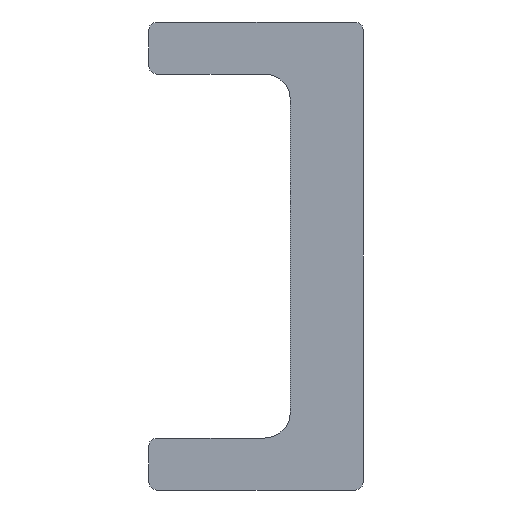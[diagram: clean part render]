
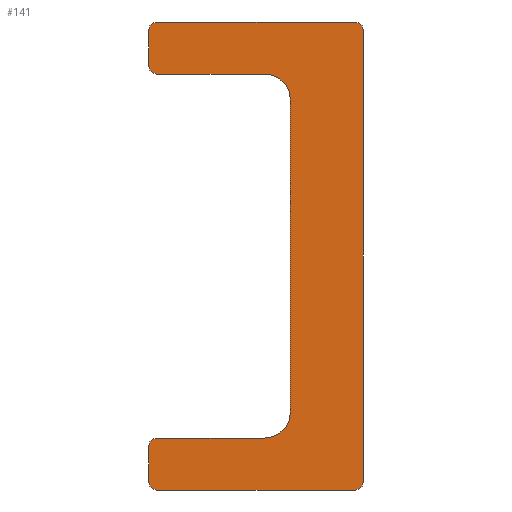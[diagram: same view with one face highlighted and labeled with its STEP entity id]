
A CAD part, front view. The second image highlights one B-rep face of the part: STEP entity #141.
In plain terms, the highlighted planar face has unit normal (0, -1, 0).
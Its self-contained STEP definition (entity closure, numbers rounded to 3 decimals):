
#141 = ADVANCED_FACE( '', ( #338 ), #339, .F. );
#338 = FACE_OUTER_BOUND( '', #553, .T. );
#339 = PLANE( '', #554 );
#553 = EDGE_LOOP( '', ( #858, #859, #860, #861, #862, #863, #864, #865, #866, #867, #868, #869, #870, #871, #872, #873 ) );
#554 = AXIS2_PLACEMENT_3D( '', #874, #875, #876 );
#858 = ORIENTED_EDGE( '', *, *, #1039, .F. );
#859 = ORIENTED_EDGE( '', *, *, #1104, .T. );
#860 = ORIENTED_EDGE( '', *, *, #1068, .F. );
#861 = ORIENTED_EDGE( '', *, *, #1113, .T. );
#862 = ORIENTED_EDGE( '', *, *, #1047, .F. );
#863 = ORIENTED_EDGE( '', *, *, #1063, .T. );
#864 = ORIENTED_EDGE( '', *, *, #1114, .F. );
#865 = ORIENTED_EDGE( '', *, *, #1115, .T. );
#866 = ORIENTED_EDGE( '', *, *, #1099, .F. );
#867 = ORIENTED_EDGE( '', *, *, #1014, .T. );
#868 = ORIENTED_EDGE( '', *, *, #1054, .F. );
#869 = ORIENTED_EDGE( '', *, *, #1075, .T. );
#870 = ORIENTED_EDGE( '', *, *, #1116, .F. );
#871 = ORIENTED_EDGE( '', *, *, #1117, .T. );
#872 = ORIENTED_EDGE( '', *, *, #1118, .F. );
#873 = ORIENTED_EDGE( '', *, *, #1110, .T. );
#874 = CARTESIAN_POINT( '', ( -4.125, 0., 9. ) );
#875 = DIRECTION( '', ( 0., 1., 0. ) );
#876 = DIRECTION( '', ( 0., 0., 1. ) );
#1014 = EDGE_CURVE( '', #1164, #1162, #1165, .T. );
#1039 = EDGE_CURVE( '', #1207, #1209, #1210, .T. );
#1047 = EDGE_CURVE( '', #1221, #1223, #1224, .T. );
#1054 = EDGE_CURVE( '', #1233, #1162, #1234, .T. );
#1063 = EDGE_CURVE( '', #1221, #1246, #1248, .F. );
#1068 = EDGE_CURVE( '', #1255, #1256, #1257, .T. );
#1075 = EDGE_CURVE( '', #1233, #1266, #1268, .F. );
#1099 = EDGE_CURVE( '', #1164, #1306, #1307, .T. );
#1104 = EDGE_CURVE( '', #1207, #1256, #1312, .F. );
#1110 = EDGE_CURVE( '', #1319, #1209, #1320, .F. );
#1113 = EDGE_CURVE( '', #1255, #1223, #1323, .F. );
#1114 = EDGE_CURVE( '', #1324, #1246, #1325, .T. );
#1115 = EDGE_CURVE( '', #1324, #1306, #1326, .T. );
#1116 = EDGE_CURVE( '', #1327, #1266, #1328, .T. );
#1117 = EDGE_CURVE( '', #1327, #1329, #1330, .F. );
#1118 = EDGE_CURVE( '', #1319, #1329, #1331, .T. );
#1162 = VERTEX_POINT( '', #1381 );
#1164 = VERTEX_POINT( '', #1384 );
#1165 = CIRCLE( '', #1385, 1. );
#1207 = VERTEX_POINT( '', #1429 );
#1209 = VERTEX_POINT( '', #1432 );
#1210 = LINE( '', #1433, #1434 );
#1221 = VERTEX_POINT( '', #1447 );
#1223 = VERTEX_POINT( '', #1450 );
#1224 = LINE( '', #1451, #1452 );
#1233 = VERTEX_POINT( '', #1462 );
#1234 = LINE( '', #1463, #1464 );
#1246 = VERTEX_POINT( '', #1478 );
#1248 = CIRCLE( '', #1481, 0.3 );
#1255 = VERTEX_POINT( '', #1488 );
#1256 = VERTEX_POINT( '', #1489 );
#1257 = LINE( '', #1490, #1491 );
#1266 = VERTEX_POINT( '', #1503 );
#1268 = CIRCLE( '', #1506, 0.3 );
#1306 = VERTEX_POINT( '', #1545 );
#1307 = LINE( '', #1546, #1547 );
#1312 = CIRCLE( '', #1553, 0.3 );
#1319 = VERTEX_POINT( '', #1560 );
#1320 = CIRCLE( '', #1561, 0.3 );
#1323 = CIRCLE( '', #1565, 0.3 );
#1324 = VERTEX_POINT( '', #1566 );
#1325 = LINE( '', #1567, #1568 );
#1326 = CIRCLE( '', #1569, 1. );
#1327 = VERTEX_POINT( '', #1570 );
#1328 = LINE( '', #1571, #1572 );
#1329 = VERTEX_POINT( '', #1573 );
#1330 = CIRCLE( '', #1574, 0.3 );
#1331 = LINE( '', #1575, #1576 );
#1381 = CARTESIAN_POINT( '', ( 0.325, 0., -7. ) );
#1384 = CARTESIAN_POINT( '', ( 1.325, 0., -6. ) );
#1385 = AXIS2_PLACEMENT_3D( '', #1634, #1635, #1636 );
#1429 = CARTESIAN_POINT( '', ( 4.125, 0., 8.7 ) );
#1432 = CARTESIAN_POINT( '', ( 4.125, 0., -8.7 ) );
#1433 = CARTESIAN_POINT( '', ( 4.125, 0., 9. ) );
#1434 = VECTOR( '', #1688, 1000. );
#1447 = CARTESIAN_POINT( '', ( -4.125, 0., 7.3 ) );
#1450 = CARTESIAN_POINT( '', ( -4.125, 0., 8.7 ) );
#1451 = CARTESIAN_POINT( '', ( -4.125, 0., -9. ) );
#1452 = VECTOR( '', #1698, 1000. );
#1462 = CARTESIAN_POINT( '', ( -3.825, 0., -7. ) );
#1463 = CARTESIAN_POINT( '', ( 1.325, 0., -7. ) );
#1464 = VECTOR( '', #1706, 1000. );
#1478 = CARTESIAN_POINT( '', ( -3.825, 0., 7. ) );
#1481 = AXIS2_PLACEMENT_3D( '', #1719, #1720, #1721 );
#1488 = CARTESIAN_POINT( '', ( -3.825, 0., 9. ) );
#1489 = CARTESIAN_POINT( '', ( 3.825, 0., 9. ) );
#1490 = CARTESIAN_POINT( '', ( -4.125, 0., 9. ) );
#1491 = VECTOR( '', #1728, 1000. );
#1503 = CARTESIAN_POINT( '', ( -4.125, 0., -7.3 ) );
#1506 = AXIS2_PLACEMENT_3D( '', #1736, #1737, #1738 );
#1545 = CARTESIAN_POINT( '', ( 1.325, 0., 6. ) );
#1546 = CARTESIAN_POINT( '', ( 1.325, 0., 7. ) );
#1547 = VECTOR( '', #1779, 1000. );
#1553 = AXIS2_PLACEMENT_3D( '', #1784, #1785, #1786 );
#1560 = CARTESIAN_POINT( '', ( 3.825, 0., -9. ) );
#1561 = AXIS2_PLACEMENT_3D( '', #1790, #1791, #1792 );
#1565 = AXIS2_PLACEMENT_3D( '', #1794, #1795, #1796 );
#1566 = CARTESIAN_POINT( '', ( 0.325, 0., 7. ) );
#1567 = CARTESIAN_POINT( '', ( -4.125, 0., 7. ) );
#1568 = VECTOR( '', #1797, 1000. );
#1569 = AXIS2_PLACEMENT_3D( '', #1798, #1799, #1800 );
#1570 = CARTESIAN_POINT( '', ( -4.125, 0., -8.7 ) );
#1571 = CARTESIAN_POINT( '', ( -4.125, 0., -9. ) );
#1572 = VECTOR( '', #1801, 1000. );
#1573 = CARTESIAN_POINT( '', ( -3.825, 0., -9. ) );
#1574 = AXIS2_PLACEMENT_3D( '', #1802, #1803, #1804 );
#1575 = CARTESIAN_POINT( '', ( 4.125, 0., -9. ) );
#1576 = VECTOR( '', #1805, 1000. );
#1634 = CARTESIAN_POINT( '', ( 0.325, 0., -6. ) );
#1635 = DIRECTION( '', ( 0., 1., 0. ) );
#1636 = DIRECTION( '', ( 0., 0., 1. ) );
#1688 = DIRECTION( '', ( 0., 0., -1. ) );
#1698 = DIRECTION( '', ( 0., 0., 1. ) );
#1706 = DIRECTION( '', ( 1., 0., 0. ) );
#1719 = CARTESIAN_POINT( '', ( -3.825, 0., 7.3 ) );
#1720 = DIRECTION( '', ( 0., 1., 0. ) );
#1721 = DIRECTION( '', ( 0., 0., 1. ) );
#1728 = DIRECTION( '', ( 1., 0., 0. ) );
#1736 = CARTESIAN_POINT( '', ( -3.825, 0., -7.3 ) );
#1737 = DIRECTION( '', ( 0., 1., 0. ) );
#1738 = DIRECTION( '', ( 0., 0., 1. ) );
#1779 = DIRECTION( '', ( 0., 0., 1. ) );
#1784 = CARTESIAN_POINT( '', ( 3.825, 0., 8.7 ) );
#1785 = DIRECTION( '', ( 0., 1., 0. ) );
#1786 = DIRECTION( '', ( 0., 0., 1. ) );
#1790 = CARTESIAN_POINT( '', ( 3.825, 0., -8.7 ) );
#1791 = DIRECTION( '', ( 0., 1., 0. ) );
#1792 = DIRECTION( '', ( 0., 0., 1. ) );
#1794 = CARTESIAN_POINT( '', ( -3.825, 0., 8.7 ) );
#1795 = DIRECTION( '', ( 0., 1., 0. ) );
#1796 = DIRECTION( '', ( 0., 0., 1. ) );
#1797 = DIRECTION( '', ( -1., 0., 0. ) );
#1798 = CARTESIAN_POINT( '', ( 0.325, 0., 6. ) );
#1799 = DIRECTION( '', ( 0., 1., 0. ) );
#1800 = DIRECTION( '', ( 0., 0., 1. ) );
#1801 = DIRECTION( '', ( 0., 0., 1. ) );
#1802 = CARTESIAN_POINT( '', ( -3.825, 0., -8.7 ) );
#1803 = DIRECTION( '', ( 0., 1., 0. ) );
#1804 = DIRECTION( '', ( 0., 0., 1. ) );
#1805 = DIRECTION( '', ( -1., 0., 0. ) );
